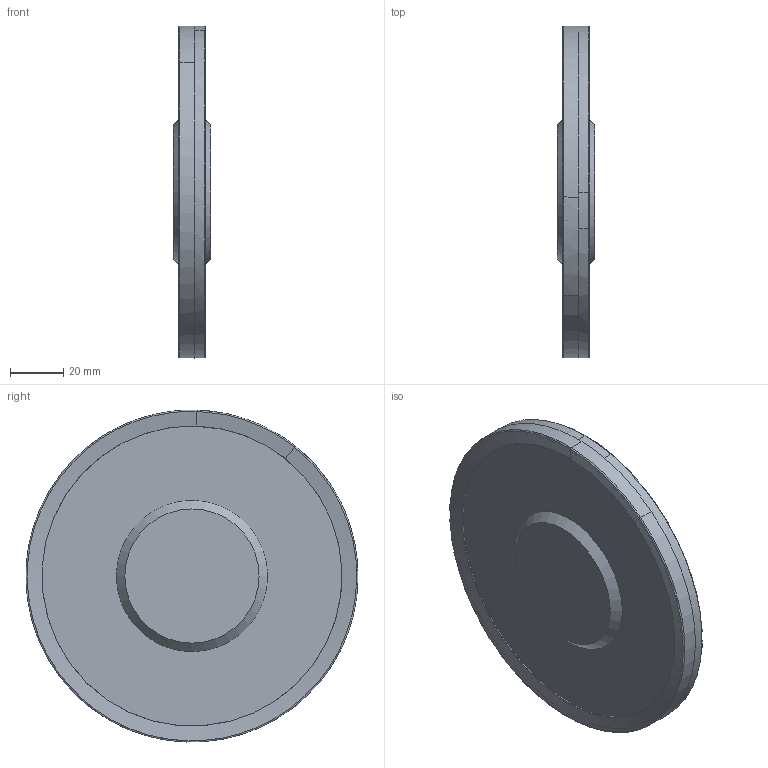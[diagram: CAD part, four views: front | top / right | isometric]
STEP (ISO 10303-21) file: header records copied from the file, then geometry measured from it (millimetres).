
FILE_DESCRIPTION(/* description */ (''),/* implementation_level */ '2;1');
FILE_NAME(/* name */ 'ASDM-CC06-D125x10-d40-Z14.stp',/* time_stamp */ '2023-10-05T14:09:08+03:00',/* author */ (''),/* organization */ (''),/* preprocessor_version */ 'ST-DEVELOPER v19.4',/* originating_system */ 'SIEMENS PLM Software NX2306.5001',/* authorisation */ '');
FILE_SCHEMA (('AUTOMOTIVE_DESIGN { 1 0 10303 214 3 1 1 1 }'));
Length unit declared in the file: millimetre
Products named in the file (1): ASDM-CC06-D125x10-d40-Z14_stp_objects
Bounding box: 14 x 124.95 x 124.96 mm (x, y, z)
Volume: 128869 mm3; surface area: 39128.2 mm2
Topology: 2 solids, 2 shells, 33 faces, 65 edges, 36 vertices
Faces by surface type: torus 12, cone 12, cylinder 5, plane 4
Full cylindrical faces by diameter (mm): 123.8 x1
Entity records: 1087 total; most frequent: CARTESIAN_POINT 470, ORIENTED_EDGE 116, DIRECTION 102, EDGE_CURVE 58, AXIS2_PLACEMENT_3D 49, EDGE_LOOP 42, B_SPLINE_CURVE_WITH_KNOTS 37, VERTEX_POINT 36
